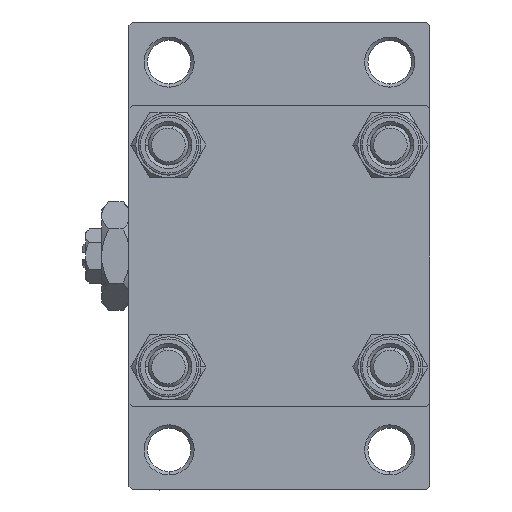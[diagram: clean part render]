
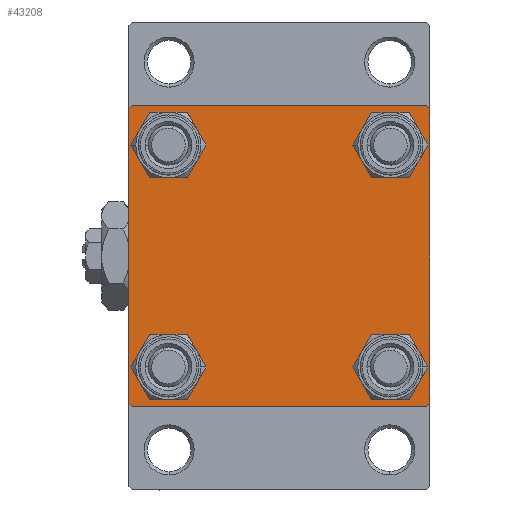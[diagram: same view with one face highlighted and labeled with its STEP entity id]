
A CAD part, left-side view. The second image highlights one B-rep face of the part: STEP entity #43208.
In plain terms, the highlighted planar face has unit normal (-1, 0, 0).
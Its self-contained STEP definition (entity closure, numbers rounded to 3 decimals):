
#1505 = VERTEX_POINT ( 'NONE', #40109 ) ;
#1508 = DIRECTION ( 'NONE',  ( 0., 0., 1. ) ) ;
#2064 = CIRCLE ( 'NONE', #29735, 3.5 ) ;
#2092 = CARTESIAN_POINT ( 'NONE',  ( 0., -16.6, 16.6 ) ) ;
#2118 = CARTESIAN_POINT ( 'NONE',  ( 0., 16.6, -16.6 ) ) ;
#2353 = FACE_OUTER_BOUND ( 'NONE', #38547, .T. ) ;
#3295 = AXIS2_PLACEMENT_3D ( 'NONE', #17439, #44455, #25601 ) ;
#3398 = VERTEX_POINT ( 'NONE', #30723 ) ;
#4289 = CARTESIAN_POINT ( 'NONE',  ( 0., 22.5, 22. ) ) ;
#4503 = DIRECTION ( 'NONE',  ( 1., 0., 0. ) ) ;
#4704 = VECTOR ( 'NONE', #30960, 1000. ) ;
#4928 = ORIENTED_EDGE ( 'NONE', *, *, #8648, .T. ) ;
#5561 = DIRECTION ( 'NONE',  ( 1., 0., 0. ) ) ;
#6050 = EDGE_CURVE ( 'NONE', #34330, #20222, #20941, .T. ) ;
#6417 = VECTOR ( 'NONE', #22356, 1000. ) ;
#6796 = EDGE_CURVE ( 'NONE', #14816, #22865, #15291, .T. ) ;
#7992 = CARTESIAN_POINT ( 'NONE',  ( 0., 16.6, -16.6 ) ) ;
#8347 = ORIENTED_EDGE ( 'NONE', *, *, #6796, .T. ) ;
#8648 = EDGE_CURVE ( 'NONE', #3398, #25358, #43463, .T. ) ;
#8787 = AXIS2_PLACEMENT_3D ( 'NONE', #2092, #5561, #20662 ) ;
#8799 = CARTESIAN_POINT ( 'NONE',  ( 0., 22.25, 22.25 ) ) ;
#8904 = ORIENTED_EDGE ( 'NONE', *, *, #34883, .T. ) ;
#9295 = CARTESIAN_POINT ( 'NONE',  ( 0., -22., 22.5 ) ) ;
#9483 = EDGE_CURVE ( 'NONE', #45191, #29486, #2064, .T. ) ;
#9714 = CARTESIAN_POINT ( 'NONE',  ( 0., 22.25, -22.25 ) ) ;
#10348 = AXIS2_PLACEMENT_3D ( 'NONE', #27869, #16492, #39519 ) ;
#11308 = LINE ( 'NONE', #37069, #29827 ) ;
#11702 = EDGE_LOOP ( 'NONE', ( #28498, #47240 ) ) ;
#12139 = LINE ( 'NONE', #15854, #34694 ) ;
#12740 = CIRCLE ( 'NONE', #8787, 3.5 ) ;
#13118 = CARTESIAN_POINT ( 'NONE',  ( 0., -16.6, -16.6 ) ) ;
#13165 = VECTOR ( 'NONE', #39498, 1000. ) ;
#14362 = CARTESIAN_POINT ( 'NONE',  ( 0., -16.6, -20.1 ) ) ;
#14816 = VERTEX_POINT ( 'NONE', #40713 ) ;
#14880 = EDGE_CURVE ( 'NONE', #29486, #45191, #48178, .T. ) ;
#15291 = LINE ( 'NONE', #34587, #33604 ) ;
#15751 = FACE_BOUND ( 'NONE', #27901, .T. ) ;
#15854 = CARTESIAN_POINT ( 'NONE',  ( 0., -22.25, 22.25 ) ) ;
#16001 = EDGE_CURVE ( 'NONE', #29108, #22865, #42369, .T. ) ;
#16283 = CARTESIAN_POINT ( 'NONE',  ( 0., -16.6, -13.1 ) ) ;
#16365 = DIRECTION ( 'NONE',  ( 1., 0., 0. ) ) ;
#16492 = DIRECTION ( 'NONE',  ( -1., 0., 0. ) ) ;
#17439 = CARTESIAN_POINT ( 'NONE',  ( 0., 16.6, 16.6 ) ) ;
#17454 = DIRECTION ( 'NONE',  ( 1., 0., 0. ) ) ;
#18155 = ORIENTED_EDGE ( 'NONE', *, *, #14880, .T. ) ;
#18236 = EDGE_CURVE ( 'NONE', #29773, #40625, #27779, .T. ) ;
#19385 = CARTESIAN_POINT ( 'NONE',  ( 0., 16.6, -20.1 ) ) ;
#20222 = VERTEX_POINT ( 'NONE', #14362 ) ;
#20596 = DIRECTION ( 'NONE',  ( 0., -0.707, -0.707 ) ) ;
#20662 = DIRECTION ( 'NONE',  ( 0., 0., 1. ) ) ;
#20680 = FACE_BOUND ( 'NONE', #45936, .T. ) ;
#20941 = CIRCLE ( 'NONE', #48644, 3.5 ) ;
#21061 = CIRCLE ( 'NONE', #22631, 3.5 ) ;
#21640 = CARTESIAN_POINT ( 'NONE',  ( 0., 22.5, 22.5 ) ) ;
#21671 = EDGE_CURVE ( 'NONE', #20222, #34330, #41349, .T. ) ;
#22356 = DIRECTION ( 'NONE',  ( 0., 0., -1. ) ) ;
#22360 = CARTESIAN_POINT ( 'NONE',  ( 0., -22.5, 22.5 ) ) ;
#22580 = CARTESIAN_POINT ( 'NONE',  ( 0., 16.6, -13.1 ) ) ;
#22631 = AXIS2_PLACEMENT_3D ( 'NONE', #31601, #35060, #46732 ) ;
#22680 = DIRECTION ( 'NONE',  ( 0., -1., 0. ) ) ;
#22865 = VERTEX_POINT ( 'NONE', #41797 ) ;
#23553 = DIRECTION ( 'NONE',  ( 0., 0., 1. ) ) ;
#23560 = ORIENTED_EDGE ( 'NONE', *, *, #24544, .F. ) ;
#23769 = CARTESIAN_POINT ( 'NONE',  ( 0., -16.6, 20.1 ) ) ;
#24297 = VERTEX_POINT ( 'NONE', #9295 ) ;
#24388 = FACE_BOUND ( 'NONE', #46187, .T. ) ;
#24544 = EDGE_CURVE ( 'NONE', #3398, #24297, #46644, .T. ) ;
#25358 = VERTEX_POINT ( 'NONE', #4289 ) ;
#25601 = DIRECTION ( 'NONE',  ( 0., 0., 1. ) ) ;
#25733 = VERTEX_POINT ( 'NONE', #48368 ) ;
#26120 = EDGE_CURVE ( 'NONE', #25733, #29719, #21061, .T. ) ;
#26176 = DIRECTION ( 'NONE',  ( 0., -0.707, 0.707 ) ) ;
#26259 = CIRCLE ( 'NONE', #34993, 3.5 ) ;
#27523 = CARTESIAN_POINT ( 'NONE',  ( 0., -16.6, -16.6 ) ) ;
#27779 = LINE ( 'NONE', #9714, #28571 ) ;
#27869 = CARTESIAN_POINT ( 'NONE',  ( 0., 0., 0. ) ) ;
#27901 = EDGE_LOOP ( 'NONE', ( #42996, #43206 ) ) ;
#28114 = PLANE ( 'NONE',  #10348 ) ;
#28215 = CARTESIAN_POINT ( 'NONE',  ( 0., 22., -22.5 ) ) ;
#28423 = ORIENTED_EDGE ( 'NONE', *, *, #9483, .T. ) ;
#28452 = DIRECTION ( 'NONE',  ( 0., 0., 1. ) ) ;
#28498 = ORIENTED_EDGE ( 'NONE', *, *, #6050, .T. ) ;
#28571 = VECTOR ( 'NONE', #20596, 1000. ) ;
#29108 = VERTEX_POINT ( 'NONE', #31095 ) ;
#29486 = VERTEX_POINT ( 'NONE', #19385 ) ;
#29719 = VERTEX_POINT ( 'NONE', #23769 ) ;
#29735 = AXIS2_PLACEMENT_3D ( 'NONE', #2118, #17454, #40747 ) ;
#29773 = VERTEX_POINT ( 'NONE', #35907 ) ;
#29827 = VECTOR ( 'NONE', #22680, 1000. ) ;
#30723 = CARTESIAN_POINT ( 'NONE',  ( 0., 22., 22.5 ) ) ;
#30960 = DIRECTION ( 'NONE',  ( 0., 0., -1. ) ) ;
#31095 = CARTESIAN_POINT ( 'NONE',  ( 0., -22.5, 22. ) ) ;
#31601 = CARTESIAN_POINT ( 'NONE',  ( 0., -16.6, 16.6 ) ) ;
#32958 = VECTOR ( 'NONE', #46401, 1000. ) ;
#33486 = ORIENTED_EDGE ( 'NONE', *, *, #41228, .T. ) ;
#33604 = VECTOR ( 'NONE', #26176, 1000. ) ;
#34160 = CARTESIAN_POINT ( 'NONE',  ( 0., 16.6, 13.1 ) ) ;
#34330 = VERTEX_POINT ( 'NONE', #16283 ) ;
#34587 = CARTESIAN_POINT ( 'NONE',  ( 0., -22.25, -22.25 ) ) ;
#34645 = ORIENTED_EDGE ( 'NONE', *, *, #16001, .F. ) ;
#34684 = CARTESIAN_POINT ( 'NONE',  ( 0., 16.6, 16.6 ) ) ;
#34694 = VECTOR ( 'NONE', #41873, 1000. ) ;
#34883 = EDGE_CURVE ( 'NONE', #29108, #24297, #12139, .T. ) ;
#34993 = AXIS2_PLACEMENT_3D ( 'NONE', #34684, #16365, #1508 ) ;
#35060 = DIRECTION ( 'NONE',  ( 1., 0., 0. ) ) ;
#35907 = CARTESIAN_POINT ( 'NONE',  ( 0., 22.5, -22. ) ) ;
#36121 = ORIENTED_EDGE ( 'NONE', *, *, #47128, .T. ) ;
#36132 = DIRECTION ( 'NONE',  ( 1., 0., 0. ) ) ;
#36147 = EDGE_CURVE ( 'NONE', #40625, #14816, #11308, .T. ) ;
#36269 = FACE_BOUND ( 'NONE', #11702, .T. ) ;
#36787 = VERTEX_POINT ( 'NONE', #34160 ) ;
#36990 = LINE ( 'NONE', #21640, #6417 ) ;
#37069 = CARTESIAN_POINT ( 'NONE',  ( 0., 22.5, -22.5 ) ) ;
#37087 = AXIS2_PLACEMENT_3D ( 'NONE', #7992, #46877, #42416 ) ;
#38547 = EDGE_LOOP ( 'NONE', ( #33486, #42777, #39724, #8347, #34645, #8904, #23560, #4928 ) ) ;
#39498 = DIRECTION ( 'NONE',  ( 0., 0.707, -0.707 ) ) ;
#39519 = DIRECTION ( 'NONE',  ( 0., 0., 1. ) ) ;
#39724 = ORIENTED_EDGE ( 'NONE', *, *, #36147, .T. ) ;
#40109 = CARTESIAN_POINT ( 'NONE',  ( 0., 16.6, 20.1 ) ) ;
#40625 = VERTEX_POINT ( 'NONE', #28215 ) ;
#40713 = CARTESIAN_POINT ( 'NONE',  ( 0., -22., -22.5 ) ) ;
#40747 = DIRECTION ( 'NONE',  ( 0., 0., 1. ) ) ;
#41117 = EDGE_CURVE ( 'NONE', #29719, #25733, #12740, .T. ) ;
#41228 = EDGE_CURVE ( 'NONE', #25358, #29773, #36990, .T. ) ;
#41349 = CIRCLE ( 'NONE', #42125, 3.5 ) ;
#41797 = CARTESIAN_POINT ( 'NONE',  ( 0., -22.5, -22. ) ) ;
#41873 = DIRECTION ( 'NONE',  ( 0., 0.707, 0.707 ) ) ;
#42125 = AXIS2_PLACEMENT_3D ( 'NONE', #27523, #4503, #23553 ) ;
#42369 = LINE ( 'NONE', #22360, #4704 ) ;
#42416 = DIRECTION ( 'NONE',  ( 0., 0., 1. ) ) ;
#42671 = CARTESIAN_POINT ( 'NONE',  ( 0., 22.5, 22.5 ) ) ;
#42777 = ORIENTED_EDGE ( 'NONE', *, *, #18236, .T. ) ;
#42996 = ORIENTED_EDGE ( 'NONE', *, *, #41117, .T. ) ;
#43206 = ORIENTED_EDGE ( 'NONE', *, *, #26120, .T. ) ;
#43208 = ADVANCED_FACE ( 'NONE', ( #15751, #36269, #24388, #20680, #2353 ), #28114, .T. ) ;
#43463 = LINE ( 'NONE', #8799, #13165 ) ;
#44455 = DIRECTION ( 'NONE',  ( 1., 0., 0. ) ) ;
#45191 = VERTEX_POINT ( 'NONE', #22580 ) ;
#45704 = EDGE_CURVE ( 'NONE', #1505, #36787, #46014, .T. ) ;
#45936 = EDGE_LOOP ( 'NONE', ( #47108, #36121 ) ) ;
#46014 = CIRCLE ( 'NONE', #3295, 3.5 ) ;
#46187 = EDGE_LOOP ( 'NONE', ( #28423, #18155 ) ) ;
#46401 = DIRECTION ( 'NONE',  ( 0., -1., 0. ) ) ;
#46644 = LINE ( 'NONE', #42671, #32958 ) ;
#46732 = DIRECTION ( 'NONE',  ( 0., 0., 1. ) ) ;
#46877 = DIRECTION ( 'NONE',  ( 1., 0., 0. ) ) ;
#47108 = ORIENTED_EDGE ( 'NONE', *, *, #45704, .T. ) ;
#47128 = EDGE_CURVE ( 'NONE', #36787, #1505, #26259, .T. ) ;
#47240 = ORIENTED_EDGE ( 'NONE', *, *, #21671, .T. ) ;
#48178 = CIRCLE ( 'NONE', #37087, 3.5 ) ;
#48368 = CARTESIAN_POINT ( 'NONE',  ( 0., -16.6, 13.1 ) ) ;
#48644 = AXIS2_PLACEMENT_3D ( 'NONE', #13118, #36132, #28452 ) ;
